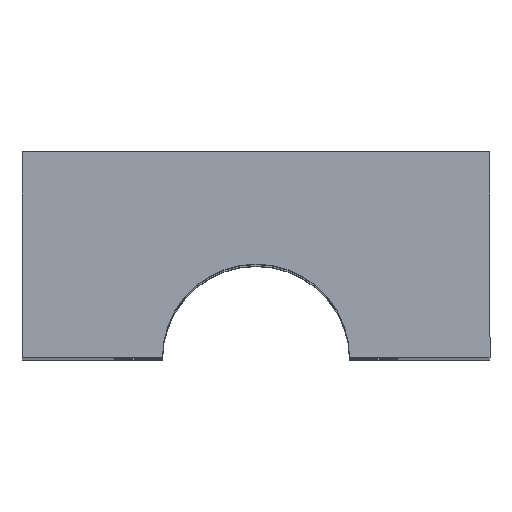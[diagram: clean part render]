
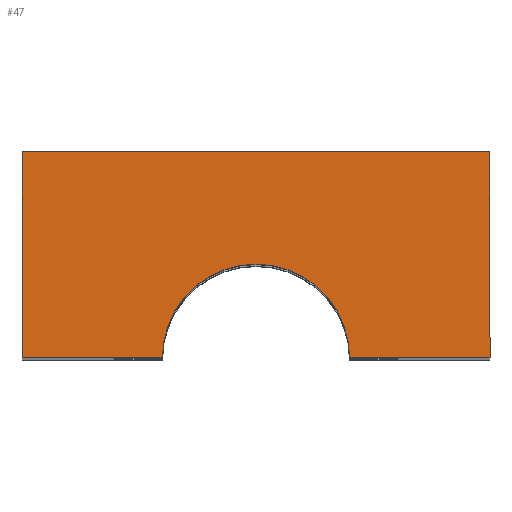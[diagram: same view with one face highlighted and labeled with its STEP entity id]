
A CAD part, top view. The second image highlights one B-rep face of the part: STEP entity #47.
In plain terms, the highlighted face is planar.
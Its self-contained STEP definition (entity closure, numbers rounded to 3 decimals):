
#7 = EDGE_CURVE ( 'NONE', #554, #101, #183, .T. ) ;
#10 = ORIENTED_EDGE ( 'NONE', *, *, #657, .T. ) ;
#15 = CARTESIAN_POINT ( 'NONE',  ( 25., 75., 0. ) ) ;
#47 = ADVANCED_FACE ( 'NONE', ( #619 ), #965, .F. ) ;
#101 = VERTEX_POINT ( 'NONE', #793 ) ;
#134 = VECTOR ( 'NONE', #471, 1000. ) ;
#150 = LINE ( 'NONE', #227, #134 ) ;
#170 = VECTOR ( 'NONE', #945, 1000. ) ;
#183 = CIRCLE ( 'NONE', #642, 5. ) ;
#221 = LINE ( 'NONE', #967, #842 ) ;
#227 = CARTESIAN_POINT ( 'NONE',  ( 0., 75., 11. ) ) ;
#246 = DIRECTION ( 'NONE',  ( 0., 0., 1. ) ) ;
#254 = VERTEX_POINT ( 'NONE', #269 ) ;
#269 = CARTESIAN_POINT ( 'NONE',  ( 0., 75., 0. ) ) ;
#274 = ORIENTED_EDGE ( 'NONE', *, *, #717, .F. ) ;
#317 = CARTESIAN_POINT ( 'NONE',  ( 17.5, 75., 11. ) ) ;
#355 = EDGE_CURVE ( 'NONE', #394, #931, #478, .T. ) ;
#365 = DIRECTION ( 'NONE',  ( 0., 0., 1. ) ) ;
#394 = VERTEX_POINT ( 'NONE', #856 ) ;
#404 = CARTESIAN_POINT ( 'NONE',  ( 25., 75., 11. ) ) ;
#442 = VECTOR ( 'NONE', #911, 1000. ) ;
#453 = CARTESIAN_POINT ( 'NONE',  ( 0., 75., 0. ) ) ;
#471 = DIRECTION ( 'NONE',  ( 1., 0., 0. ) ) ;
#478 = LINE ( 'NONE', #15, #524 ) ;
#486 = CARTESIAN_POINT ( 'NONE',  ( 12.5, 75., 11. ) ) ;
#492 = EDGE_LOOP ( 'NONE', ( #10, #495, #728, #721, #274, #633 ) ) ;
#495 = ORIENTED_EDGE ( 'NONE', *, *, #7, .F. ) ;
#510 = AXIS2_PLACEMENT_3D ( 'NONE', #644, #551, #806 ) ;
#513 = LINE ( 'NONE', #956, #442 ) ;
#524 = VECTOR ( 'NONE', #365, 1000. ) ;
#551 = DIRECTION ( 'NONE',  ( 0., -1., 0. ) ) ;
#554 = VERTEX_POINT ( 'NONE', #317 ) ;
#576 = CARTESIAN_POINT ( 'NONE',  ( 0., 75., 11. ) ) ;
#586 = EDGE_CURVE ( 'NONE', #554, #931, #150, .T. ) ;
#602 = LINE ( 'NONE', #453, #170 ) ;
#619 = FACE_OUTER_BOUND ( 'NONE', #492, .T. ) ;
#633 = ORIENTED_EDGE ( 'NONE', *, *, #893, .T. ) ;
#642 = AXIS2_PLACEMENT_3D ( 'NONE', #486, #1047, #722 ) ;
#644 = CARTESIAN_POINT ( 'NONE',  ( 0., 75., 0. ) ) ;
#657 = EDGE_CURVE ( 'NONE', #896, #101, #513, .T. ) ;
#717 = EDGE_CURVE ( 'NONE', #254, #394, #602, .T. ) ;
#721 = ORIENTED_EDGE ( 'NONE', *, *, #355, .F. ) ;
#722 = DIRECTION ( 'NONE',  ( 1., 0., 0. ) ) ;
#728 = ORIENTED_EDGE ( 'NONE', *, *, #586, .T. ) ;
#793 = CARTESIAN_POINT ( 'NONE',  ( 7.5, 75., 11. ) ) ;
#806 = DIRECTION ( 'NONE',  ( -1., 0., 0. ) ) ;
#842 = VECTOR ( 'NONE', #246, 1000. ) ;
#856 = CARTESIAN_POINT ( 'NONE',  ( 25., 75., 0. ) ) ;
#893 = EDGE_CURVE ( 'NONE', #254, #896, #221, .T. ) ;
#896 = VERTEX_POINT ( 'NONE', #576 ) ;
#911 = DIRECTION ( 'NONE',  ( 1., 0., 0. ) ) ;
#931 = VERTEX_POINT ( 'NONE', #404 ) ;
#945 = DIRECTION ( 'NONE',  ( 1., 0., 0. ) ) ;
#956 = CARTESIAN_POINT ( 'NONE',  ( 0., 75., 11. ) ) ;
#965 = PLANE ( 'NONE',  #510 ) ;
#967 = CARTESIAN_POINT ( 'NONE',  ( 0., 75., 0. ) ) ;
#1047 = DIRECTION ( 'NONE',  ( 0., 1., 0. ) ) ;
